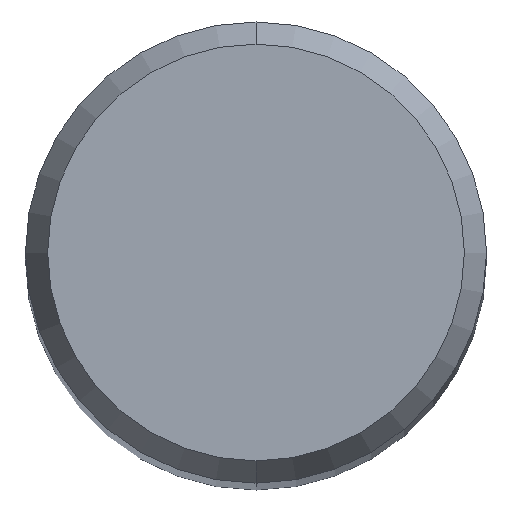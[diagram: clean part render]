
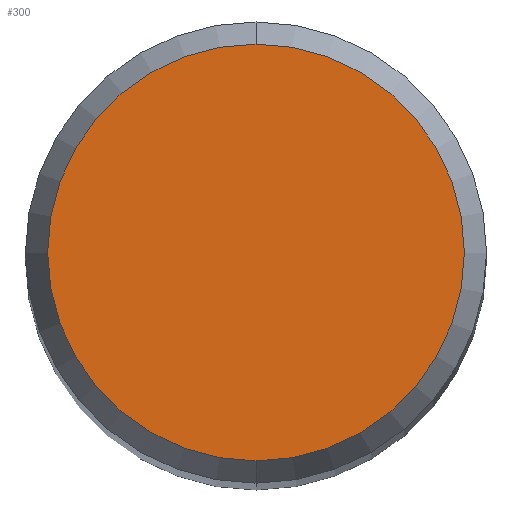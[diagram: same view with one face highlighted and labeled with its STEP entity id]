
A CAD part, top view. The second image highlights one B-rep face of the part: STEP entity #300.
In plain terms, the highlighted planar face has unit normal (0, 0, 1).
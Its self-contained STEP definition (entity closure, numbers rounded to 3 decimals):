
#186=EDGE_CURVE('',#206,#424,#481,.T.);
#206=VERTEX_POINT('',#503);
#272=EDGE_CURVE('',#424,#206,#579,.T.);
#300=ADVANCED_FACE('',(#609),#610,.T.);
#424=VERTEX_POINT('',#744);
#481=CIRCLE('',#814,2.152);
#503=CARTESIAN_POINT('',(0.0,2.152,0.0));
#579=CIRCLE('',#985,2.152);
#609=FACE_OUTER_BOUND('',#1027,.T.);
#610=PLANE('',#1028);
#744=CARTESIAN_POINT('',(0.,-2.152,0.0));
#814=AXIS2_PLACEMENT_3D('',#1401,#1402,#1403);
#985=AXIS2_PLACEMENT_3D('',#1528,#1529,#1530);
#1027=EDGE_LOOP('',(#1559,#1560));
#1028=AXIS2_PLACEMENT_3D('',#1561,#1562,#1563);
#1401=CARTESIAN_POINT('',(0.0,0.0,0.0));
#1402=DIRECTION('',(0.0,0.0,-1.0));
#1403=DIRECTION('',(0.0,1.0,0.0));
#1528=CARTESIAN_POINT('',(0.0,0.0,0.0));
#1529=DIRECTION('',(0.0,0.0,-1.0));
#1530=DIRECTION('',(0.0,1.0,0.0));
#1559=ORIENTED_EDGE('',*,*,#186,.F.);
#1560=ORIENTED_EDGE('',*,*,#272,.F.);
#1561=CARTESIAN_POINT('',(0.0,1.076,0.0));
#1562=DIRECTION('',(-0.0,0.0,1.0));
#1563=DIRECTION('',(0.0,-1.0,0.0));
